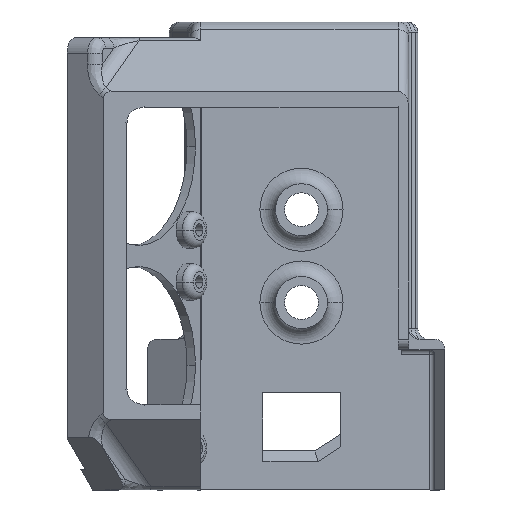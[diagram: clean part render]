
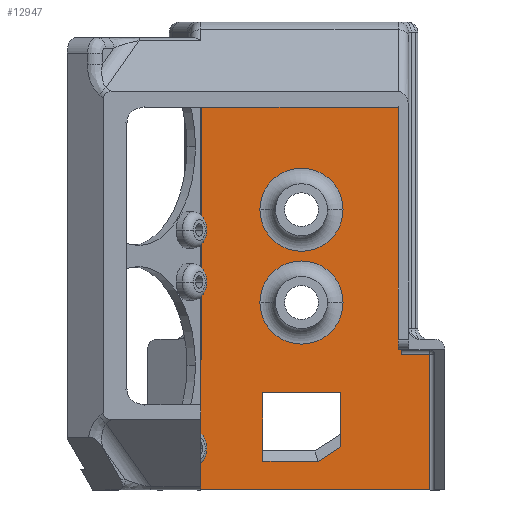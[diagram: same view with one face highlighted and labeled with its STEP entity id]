
A CAD part, front view. The second image highlights one B-rep face of the part: STEP entity #12947.
In plain terms, the highlighted planar face has unit normal (0, -1, 0).
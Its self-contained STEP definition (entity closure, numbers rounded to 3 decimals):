
#9 = LINE ( 'NONE', #2834, #11612 ) ;
#97 = CARTESIAN_POINT ( 'NONE',  ( -7., 57.1, 84. ) ) ;
#187 = ORIENTED_EDGE ( 'NONE', *, *, #13742, .T. ) ;
#331 = VECTOR ( 'NONE', #8078, 1000. ) ;
#429 = VECTOR ( 'NONE', #9070, 1000. ) ;
#628 = VERTEX_POINT ( 'NONE', #8835 ) ;
#673 = EDGE_CURVE ( 'NONE', #5943, #7342, #12575, .T. ) ;
#1082 = AXIS2_PLACEMENT_3D ( 'NONE', #6789, #2801, #11864 ) ;
#1150 = EDGE_CURVE ( 'NONE', #11736, #15684, #10301, .T. ) ;
#1252 = ORIENTED_EDGE ( 'NONE', *, *, #673, .F. ) ;
#1373 = DIRECTION ( 'NONE',  ( -1., 0., 0. ) ) ;
#1414 = CARTESIAN_POINT ( 'NONE',  ( -18.8, 57.1, 84. ) ) ;
#1416 = ORIENTED_EDGE ( 'NONE', *, *, #11700, .T. ) ;
#1452 = LINE ( 'NONE', #15244, #2037 ) ;
#1618 = AXIS2_PLACEMENT_3D ( 'NONE', #8358, #16303, #14894 ) ;
#1631 = VECTOR ( 'NONE', #1373, 1000. ) ;
#1702 = CARTESIAN_POINT ( 'NONE',  ( -18.8, 57.1, 21. ) ) ;
#2037 = VECTOR ( 'NONE', #6448, 1000. ) ;
#2171 = CIRCLE ( 'NONE', #1082, 8. ) ;
#2377 = CARTESIAN_POINT ( 'NONE',  ( 19., 57.1, 69.929 ) ) ;
#2410 = AXIS2_PLACEMENT_3D ( 'NONE', #6462, #7632, #10203 ) ;
#2493 = EDGE_CURVE ( 'NONE', #14745, #3273, #11117, .T. ) ;
#2642 = VERTEX_POINT ( 'NONE', #4287 ) ;
#2713 = ORIENTED_EDGE ( 'NONE', *, *, #4174, .F. ) ;
#2801 = DIRECTION ( 'NONE',  ( 0., 1., 0. ) ) ;
#2808 = VERTEX_POINT ( 'NONE', #3296 ) ;
#2834 = CARTESIAN_POINT ( 'NONE',  ( 25., 57.1, 84. ) ) ;
#2849 = DIRECTION ( 'NONE',  ( 0., 0., -1. ) ) ;
#2855 = CARTESIAN_POINT ( 'NONE',  ( 0.4, 57.1, 49.901 ) ) ;
#2999 = ORIENTED_EDGE ( 'NONE', *, *, #13863, .T. ) ;
#3004 = LINE ( 'NONE', #10485, #331 ) ;
#3208 = CARTESIAN_POINT ( 'NONE',  ( 0.4, 57.1, 32.051 ) ) ;
#3266 = VERTEX_POINT ( 'NONE', #14890 ) ;
#3273 = VERTEX_POINT ( 'NONE', #3433 ) ;
#3296 = CARTESIAN_POINT ( 'NONE',  ( 8., 57.1, 14.7 ) ) ;
#3332 = ORIENTED_EDGE ( 'NONE', *, *, #4089, .T. ) ;
#3356 = EDGE_CURVE ( 'NONE', #8952, #3266, #9, .T. ) ;
#3433 = CARTESIAN_POINT ( 'NONE',  ( -26.2, 57.1, -4. ) ) ;
#4089 = EDGE_CURVE ( 'NONE', #2642, #6837, #15388, .T. ) ;
#4174 = EDGE_CURVE ( 'NONE', #12605, #2808, #14238, .T. ) ;
#4256 = VERTEX_POINT ( 'NONE', #12008 ) ;
#4287 = CARTESIAN_POINT ( 'NONE',  ( 8.4, 57.1, 49.901 ) ) ;
#4418 = EDGE_CURVE ( 'NONE', #7987, #14745, #16223, .T. ) ;
#4471 = ORIENTED_EDGE ( 'NONE', *, *, #1150, .T. ) ;
#4556 = VECTOR ( 'NONE', #2849, 1000. ) ;
#4759 = CARTESIAN_POINT ( 'NONE',  ( -26.2, 57.1, 21. ) ) ;
#4782 = VECTOR ( 'NONE', #10114, 1000. ) ;
#5256 = CARTESIAN_POINT ( 'NONE',  ( 19.6, 57.1, 84. ) ) ;
#5490 = CARTESIAN_POINT ( 'NONE',  ( -18.8, 57.1, 69.929 ) ) ;
#5852 = FACE_BOUND ( 'NONE', #11590, .T. ) ;
#5943 = VERTEX_POINT ( 'NONE', #8441 ) ;
#6396 = VECTOR ( 'NONE', #15312, 1000. ) ;
#6448 = DIRECTION ( 'NONE',  ( -1., 0., 0. ) ) ;
#6462 = CARTESIAN_POINT ( 'NONE',  ( 0.4, 57.1, 32.051 ) ) ;
#6595 = DIRECTION ( 'NONE',  ( 0., 1., 0. ) ) ;
#6652 = VECTOR ( 'NONE', #12057, 1000. ) ;
#6789 = CARTESIAN_POINT ( 'NONE',  ( 0.4, 57.1, 49.901 ) ) ;
#6812 = CARTESIAN_POINT ( 'NONE',  ( -26.2, 57.1, 21. ) ) ;
#6837 = VERTEX_POINT ( 'NONE', #16061 ) ;
#6928 = CIRCLE ( 'NONE', #2410, 8. ) ;
#6953 = DIRECTION ( 'NONE',  ( 1., 0., 0. ) ) ;
#7097 = ORIENTED_EDGE ( 'NONE', *, *, #16098, .T. ) ;
#7342 = VERTEX_POINT ( 'NONE', #10663 ) ;
#7614 = EDGE_CURVE ( 'NONE', #11033, #7987, #11628, .T. ) ;
#7632 = DIRECTION ( 'NONE',  ( 0., 1., 0. ) ) ;
#7742 = VECTOR ( 'NONE', #16302, 1000. ) ;
#7818 = EDGE_CURVE ( 'NONE', #8952, #3273, #1452, .T. ) ;
#7987 = VERTEX_POINT ( 'NONE', #1702 ) ;
#8074 = ORIENTED_EDGE ( 'NONE', *, *, #3356, .T. ) ;
#8078 = DIRECTION ( 'NONE',  ( -1., 0., 0. ) ) ;
#8252 = AXIS2_PLACEMENT_3D ( 'NONE', #2855, #6595, #15483 ) ;
#8320 = CARTESIAN_POINT ( 'NONE',  ( -7., 57.1, 1.5 ) ) ;
#8358 = CARTESIAN_POINT ( 'NONE',  ( 19., 57.1, 84. ) ) ;
#8441 = CARTESIAN_POINT ( 'NONE',  ( -7., 57.1, 14.7 ) ) ;
#8682 = DIRECTION ( 'NONE',  ( -0.842, 0., -0.539 ) ) ;
#8773 = DIRECTION ( 'NONE',  ( -1., 0., 0. ) ) ;
#8835 = CARTESIAN_POINT ( 'NONE',  ( 19.6, 57.1, 69.929 ) ) ;
#8952 = VERTEX_POINT ( 'NONE', #11189 ) ;
#8993 = EDGE_CURVE ( 'NONE', #628, #11033, #13755, .T. ) ;
#9028 = ORIENTED_EDGE ( 'NONE', *, *, #2493, .T. ) ;
#9070 = DIRECTION ( 'NONE',  ( 0., 0., -1. ) ) ;
#9337 = LINE ( 'NONE', #5256, #4556 ) ;
#9449 = DIRECTION ( 'NONE',  ( 0., 1., 0. ) ) ;
#9683 = FACE_OUTER_BOUND ( 'NONE', #16235, .T. ) ;
#9877 = VECTOR ( 'NONE', #8682, 1000. ) ;
#10113 = EDGE_CURVE ( 'NONE', #2808, #5943, #14084, .T. ) ;
#10114 = DIRECTION ( 'NONE',  ( 0., 0., -1. ) ) ;
#10198 = ORIENTED_EDGE ( 'NONE', *, *, #8993, .T. ) ;
#10203 = DIRECTION ( 'NONE',  ( 1., 0., 0. ) ) ;
#10235 = DIRECTION ( 'NONE',  ( 0., 0., -1. ) ) ;
#10260 = CARTESIAN_POINT ( 'NONE',  ( 8., 57.1, 84. ) ) ;
#10301 = CIRCLE ( 'NONE', #11619, 8. ) ;
#10485 = CARTESIAN_POINT ( 'NONE',  ( 19.6, 57.1, 22. ) ) ;
#10663 = CARTESIAN_POINT ( 'NONE',  ( -7., 57.1, 1.5 ) ) ;
#10828 = EDGE_LOOP ( 'NONE', ( #4471, #2999 ) ) ;
#11006 = FACE_BOUND ( 'NONE', #10828, .T. ) ;
#11033 = VERTEX_POINT ( 'NONE', #5490 ) ;
#11117 = LINE ( 'NONE', #14012, #4782 ) ;
#11171 = CARTESIAN_POINT ( 'NONE',  ( 8.4, 57.1, 32.051 ) ) ;
#11189 = CARTESIAN_POINT ( 'NONE',  ( 25., 57.1, -4. ) ) ;
#11250 = PLANE ( 'NONE',  #1618 ) ;
#11398 = DIRECTION ( 'NONE',  ( 0., 0., 1. ) ) ;
#11552 = VECTOR ( 'NONE', #10235, 1000. ) ;
#11590 = EDGE_LOOP ( 'NONE', ( #2713, #1416, #187, #1252, #13133 ) ) ;
#11612 = VECTOR ( 'NONE', #11398, 1000. ) ;
#11619 = AXIS2_PLACEMENT_3D ( 'NONE', #3208, #9449, #6953 ) ;
#11628 = LINE ( 'NONE', #1414, #429 ) ;
#11700 = EDGE_CURVE ( 'NONE', #12605, #13633, #14985, .T. ) ;
#11736 = VERTEX_POINT ( 'NONE', #11171 ) ;
#11816 = VECTOR ( 'NONE', #8773, 1000. ) ;
#11852 = EDGE_LOOP ( 'NONE', ( #3332, #13966 ) ) ;
#11864 = DIRECTION ( 'NONE',  ( 1., 0., 0. ) ) ;
#11866 = EDGE_CURVE ( 'NONE', #628, #4256, #9337, .T. ) ;
#12008 = CARTESIAN_POINT ( 'NONE',  ( 19.6, 57.1, 22. ) ) ;
#12057 = DIRECTION ( 'NONE',  ( -1., 0., 0. ) ) ;
#12192 = ORIENTED_EDGE ( 'NONE', *, *, #7614, .T. ) ;
#12575 = LINE ( 'NONE', #97, #11552 ) ;
#12605 = VERTEX_POINT ( 'NONE', #13599 ) ;
#12947 = ADVANCED_FACE ( 'NONE', ( #5852, #15977, #11006, #9683 ), #11250, .T. ) ;
#12983 = ORIENTED_EDGE ( 'NONE', *, *, #4418, .T. ) ;
#13133 = ORIENTED_EDGE ( 'NONE', *, *, #10113, .F. ) ;
#13193 = ORIENTED_EDGE ( 'NONE', *, *, #11866, .F. ) ;
#13232 = ORIENTED_EDGE ( 'NONE', *, *, #7818, .F. ) ;
#13234 = CARTESIAN_POINT ( 'NONE',  ( -7.6, 57.1, 32.051 ) ) ;
#13599 = CARTESIAN_POINT ( 'NONE',  ( 8., 57.1, 4.325 ) ) ;
#13633 = VERTEX_POINT ( 'NONE', #15778 ) ;
#13742 = EDGE_CURVE ( 'NONE', #13633, #7342, #16181, .T. ) ;
#13755 = LINE ( 'NONE', #2377, #11816 ) ;
#13863 = EDGE_CURVE ( 'NONE', #15684, #11736, #6928, .T. ) ;
#13966 = ORIENTED_EDGE ( 'NONE', *, *, #14038, .T. ) ;
#14012 = CARTESIAN_POINT ( 'NONE',  ( -26.2, 57.1, 84. ) ) ;
#14038 = EDGE_CURVE ( 'NONE', #6837, #2642, #2171, .T. ) ;
#14084 = LINE ( 'NONE', #16409, #1631 ) ;
#14238 = LINE ( 'NONE', #10260, #6396 ) ;
#14745 = VERTEX_POINT ( 'NONE', #6812 ) ;
#14890 = CARTESIAN_POINT ( 'NONE',  ( 25., 57.1, 22. ) ) ;
#14894 = DIRECTION ( 'NONE',  ( 1., 0., 0. ) ) ;
#14985 = LINE ( 'NONE', #15063, #9877 ) ;
#15063 = CARTESIAN_POINT ( 'NONE',  ( 0.953, 57.1, -0.185 ) ) ;
#15244 = CARTESIAN_POINT ( 'NONE',  ( 26., 57.1, -4. ) ) ;
#15312 = DIRECTION ( 'NONE',  ( 0., 0., 1. ) ) ;
#15388 = CIRCLE ( 'NONE', #8252, 8. ) ;
#15483 = DIRECTION ( 'NONE',  ( 1., 0., 0. ) ) ;
#15684 = VERTEX_POINT ( 'NONE', #13234 ) ;
#15778 = CARTESIAN_POINT ( 'NONE',  ( 3.585, 57.1, 1.5 ) ) ;
#15977 = FACE_BOUND ( 'NONE', #11852, .T. ) ;
#16061 = CARTESIAN_POINT ( 'NONE',  ( -7.6, 57.1, 49.901 ) ) ;
#16098 = EDGE_CURVE ( 'NONE', #3266, #4256, #3004, .T. ) ;
#16181 = LINE ( 'NONE', #8320, #6652 ) ;
#16223 = LINE ( 'NONE', #4759, #7742 ) ;
#16235 = EDGE_LOOP ( 'NONE', ( #12192, #12983, #9028, #13232, #8074, #7097, #13193, #10198 ) ) ;
#16302 = DIRECTION ( 'NONE',  ( -1., 0., 0. ) ) ;
#16303 = DIRECTION ( 'NONE',  ( 0., -1., 0. ) ) ;
#16409 = CARTESIAN_POINT ( 'NONE',  ( 19., 57.1, 14.7 ) ) ;
